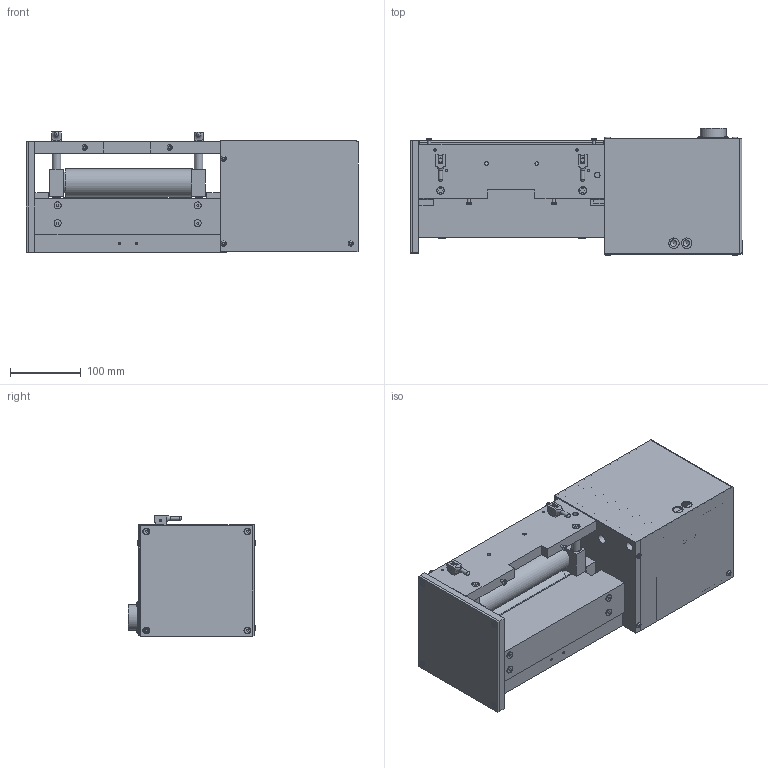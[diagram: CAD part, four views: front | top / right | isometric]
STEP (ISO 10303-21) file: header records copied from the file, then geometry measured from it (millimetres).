
FILE_DESCRIPTION(/* description */ (''),/* implementation_level */ '2;1');
FILE_NAME(/* name */ 'RF160.stp',/* time_stamp */ '2018-01-18T14:19:10-05:00',/* author */ ('ppanana'),/* organization */ (''),/* preprocessor_version */ 'ST-DEVELOPER v16.1',/* originating_system */ 'Autodesk Inventor 2016',/* authorisation */ '');
FILE_SCHEMA (('CONFIG_CONTROL_DESIGN'));
Length unit declared in the file: inch
Products named in the file (1): RF160 SOLID MODEL
Bounding box: 469.43 x 179.92 x 170.06 mm (x, y, z)
Surface area: 1161614.8 mm2 (no closed solid volume)
Topology: 0 solids, 99 shells, 1391 faces, 3135 edges, 2068 vertices
Faces by surface type: plane 826, cylinder 426, cone 115, torus 16, bspline 8
Full cylindrical faces by diameter (mm): 2.459 x9, 2.5 x4, 2.8 x2, 3 x6, 3.242 x28, 3.3 x2, 3.5 x2, 3.8 x4, 4 x16, 4.134 x15, 4.5 x18, 4.917 x15, 5 x15, 5.6 x11, 5.7 x4, 5.769 x2, 6 x12, 6.35 x2, 6.4 x2, 6.6 x16, 6.647 x8, 7.6 x12, 8 x11, 8.5 x11, 8.89 x5, 9 x6, 9.5 x2, 9.525 x2, 10 x18, 11.1 x8
Entity records: 46411 total; most frequent: CARTESIAN_POINT 15171, DIRECTION 6192, ORIENTED_EDGE 5080, EDGE_CURVE 2540, AXIS2_PLACEMENT_3D 2300, EDGE_LOOP 2269, VERTEX_POINT 1925, LINE 1592
